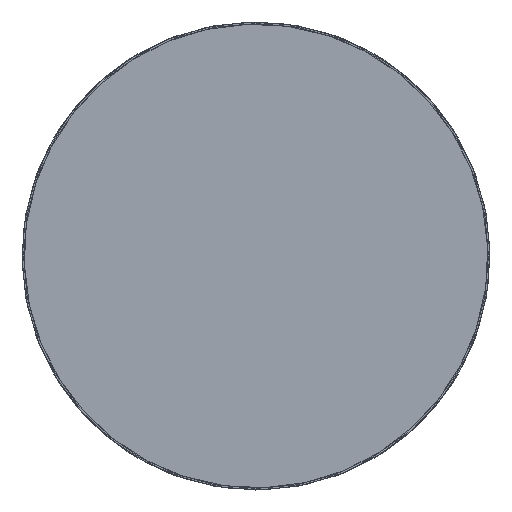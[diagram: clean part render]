
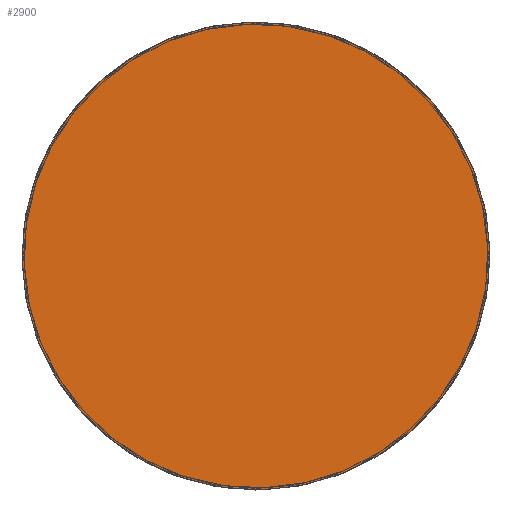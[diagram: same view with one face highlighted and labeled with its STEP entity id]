
A CAD part, front view. The second image highlights one B-rep face of the part: STEP entity #2900.
In plain terms, the highlighted planar face has unit normal (0, -1, 0).
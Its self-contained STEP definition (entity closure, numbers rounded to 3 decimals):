
#2845=CARTESIAN_POINT('',(441.841,-1.998,-60.765));
#2846=VERTEX_POINT('',#2845);
#2847=CARTESIAN_POINT('',(-441.841,-2.001,60.765));
#2848=VERTEX_POINT('',#2847);
#2849=CARTESIAN_POINT('',(0.,-1.999,0.));
#2850=DIRECTION('',(0.,1.,0.));
#2851=DIRECTION('',(0.991,0.,-0.136));
#2852=AXIS2_PLACEMENT_3D('',#2849,#2850,#2851);
#2853=CIRCLE('',#2852,446.0);
#2854=EDGE_CURVE('',#2846,#2848,#2853,.T.);
#2856=CARTESIAN_POINT('',(0.,-1.999,0.));
#2857=DIRECTION('',(0.,1.,0.));
#2858=DIRECTION('',(0.991,0.,-0.136));
#2859=AXIS2_PLACEMENT_3D('',#2856,#2857,#2858);
#2860=CIRCLE('',#2859,446.0);
#2861=EDGE_CURVE('',#2848,#2846,#2860,.T.);
#2891=CARTESIAN_POINT('',(-457.292,-2.001,603.127));
#2892=DIRECTION('',(0.,1.,0.));
#2893=DIRECTION('',(0.991,0.,-0.136));
#2894=AXIS2_PLACEMENT_3D('',#2891,#2892,#2893);
#2895=PLANE('',#2894);
#2896=ORIENTED_EDGE('',*,*,#2861,.F.);
#2897=ORIENTED_EDGE('',*,*,#2854,.F.);
#2898=EDGE_LOOP('',(#2896,#2897));
#2899=FACE_OUTER_BOUND('',#2898,.T.);
#2900=ADVANCED_FACE('',(#2899),#2895,.F.);
